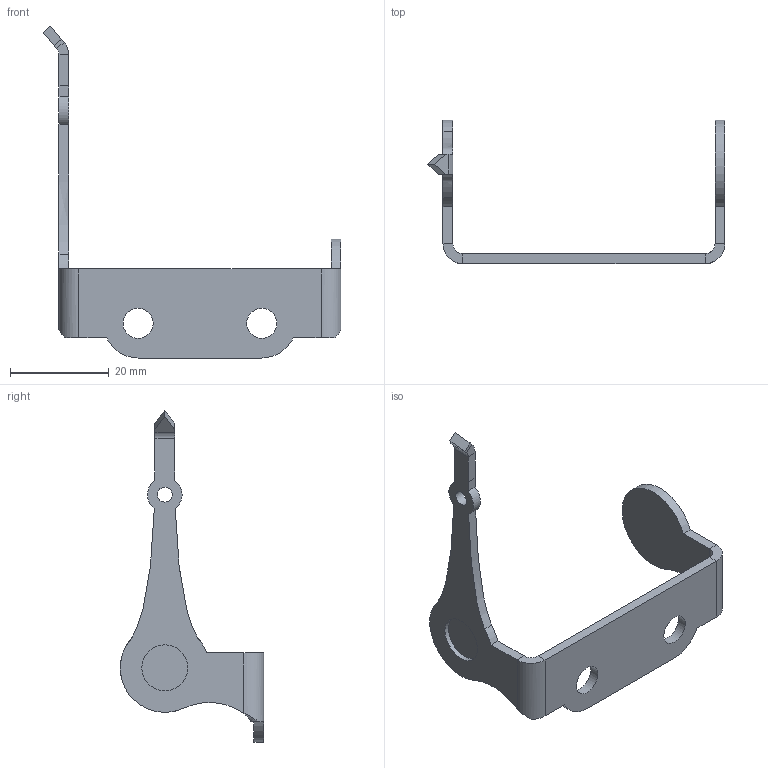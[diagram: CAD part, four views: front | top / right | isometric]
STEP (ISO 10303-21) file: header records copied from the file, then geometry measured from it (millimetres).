
FILE_DESCRIPTION(('FreeCAD Model'),'2;1');
FILE_NAME('Open CASCADE Shape Model','2024-08-31T00:04:18',(''),(''), 'Open CASCADE STEP processor 7.6','FreeCAD','Unknown');
FILE_SCHEMA(('AUTOMOTIVE_DESIGN { 1 0 10303 214 1 1 1 1 }'));
Length unit declared in the file: millimetre
Products named in the file (1): nozzle_holder_v5
Bounding box: 60.21 x 28.99 x 67.12 mm (x, y, z)
Volume: 3461.1 mm3; surface area: 4412.4 mm2
Topology: 1 solids, 1 shells, 54 faces, 128 edges, 78 vertices
Faces by surface type: plane 22, cylinder 20, bspline 8, extrusion 4
Full cylindrical faces by diameter (mm): 3 x1, 6.1 x2, 9.3 x2
Entity records: 2338 total; most frequent: CARTESIAN_POINT 1111, ORIENTED_EDGE 256, DIRECTION 230, EDGE_CURVE 128, AXIS2_PLACEMENT_3D 85, VERTEX_POINT 78, FACE_BOUND 62, EDGE_LOOP 62
